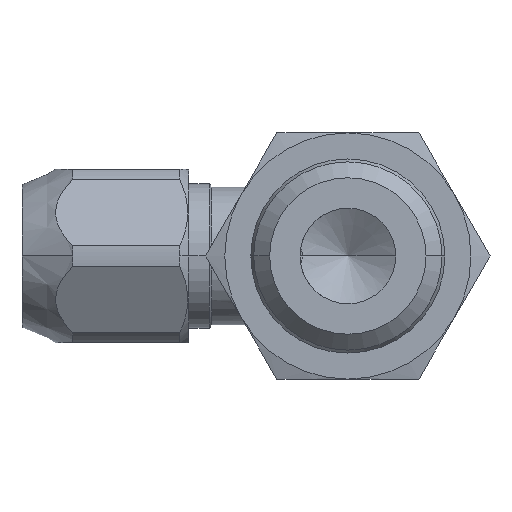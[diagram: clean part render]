
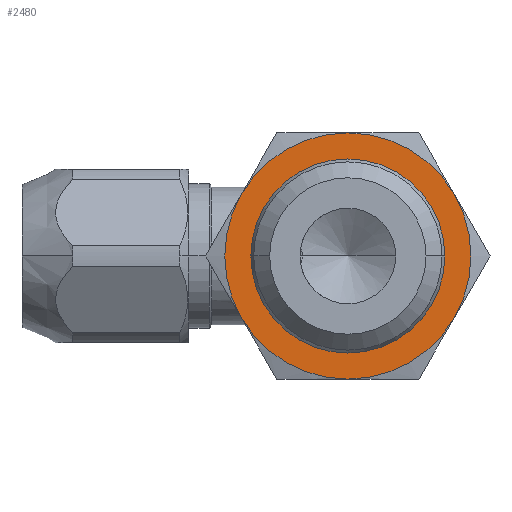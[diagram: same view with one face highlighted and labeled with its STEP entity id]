
A CAD part, front view. The second image highlights one B-rep face of the part: STEP entity #2480.
In plain terms, the highlighted planar face has unit normal (0, -1, 0).
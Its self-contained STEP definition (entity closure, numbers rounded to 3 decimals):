
#492=CARTESIAN_POINT('',(0.,-14.5,0.));
#493=DIRECTION('',(0.,-1.,0.));
#494=DIRECTION('',(0.,0.,1.));
#495=AXIS2_PLACEMENT_3D('',#492,#493,#494);
#502=CARTESIAN_POINT('',(-7.361,-14.5,4.25));
#511=CARTESIAN_POINT('',(0.,-14.5,0.));
#512=DIRECTION('',(0.,-1.,0.));
#513=DIRECTION('',(0.866,0.,0.5));
#514=AXIS2_PLACEMENT_3D('',#511,#512,#513);
#521=CARTESIAN_POINT('',(0.,-14.5,8.5));
#528=CARTESIAN_POINT('',(7.361,-14.5,4.25));
#537=CARTESIAN_POINT('',(0.,-14.5,0.));
#538=DIRECTION('',(0.,-1.,0.));
#539=DIRECTION('',(0.866,0.,-0.5));
#540=AXIS2_PLACEMENT_3D('',#537,#538,#539);
#547=CARTESIAN_POINT('',(7.361,-14.5,-4.25));
#556=CARTESIAN_POINT('',(0.,-14.5,0.));
#557=DIRECTION('',(0.,1.,0.));
#558=DIRECTION('',(0.866,0.,-0.5));
#559=AXIS2_PLACEMENT_3D('',#556,#557,#558);
#568=CARTESIAN_POINT('',(0.,-14.5,0.));
#569=DIRECTION('',(0.,1.,0.));
#570=DIRECTION('',(0.,0.,-1.));
#571=AXIS2_PLACEMENT_3D('',#568,#569,#570);
#578=CARTESIAN_POINT('',(0.,-14.5,
-8.5));
#580=CARTESIAN_POINT('',(0.,-14.5,0.));
#581=DIRECTION('',(0.,-1.,0.));
#582=DIRECTION('',(1.,0.,0.));
#583=AXIS2_PLACEMENT_3D('',#580,#581,#582);
#585=CARTESIAN_POINT('',(0.,-14.5,0.));
#586=DIRECTION('',(0.,-1.,0.));
#587=DIRECTION('',(-1.,0.,0.));
#588=AXIS2_PLACEMENT_3D('',#585,#586,#587);
#590=CARTESIAN_POINT('',(0.,-14.5,0.));
#591=DIRECTION('',(0.,-1.,0.));
#592=DIRECTION('',(-0.866,0.,0.5));
#593=AXIS2_PLACEMENT_3D('',#590,#591,#592);
#600=CARTESIAN_POINT('',(-7.361,-14.5,
-4.25));
#1751=VERTEX_POINT('',#528);
#1753=VERTEX_POINT('',#521);
#1755=VERTEX_POINT('',#502);
#1765=VERTEX_POINT('',#547);
#1766=VERTEX_POINT('',#600);
#1768=VERTEX_POINT('',#578);
#1803=CARTESIAN_POINT('',(6.7,-14.5,0.));
#1804=CARTESIAN_POINT('',(-6.7,-14.5,0.));
#1805=VERTEX_POINT('',#1803);
#1806=VERTEX_POINT('',#1804);
#2460=CARTESIAN_POINT('',(0.,-14.5,0.));
#2461=DIRECTION('',(0.,-1.,0.));
#2462=DIRECTION('',(-1.,0.,0.));
#2463=AXIS2_PLACEMENT_3D('',#2460,#2461,#2462);
#2464=PLANE('',#2463);
#2465=ORIENTED_EDGE('',*,*,#2427,.F.);
#2466=ORIENTED_EDGE('',*,*,#2441,.T.);
#2467=ORIENTED_EDGE('',*,*,#2453,.T.);
#2469=ORIENTED_EDGE('',*,*,#2468,.F.);
#2470=ORIENTED_EDGE('',*,*,#2398,.F.);
#2471=ORIENTED_EDGE('',*,*,#2412,.F.);
#2472=EDGE_LOOP('',(#2465,#2466,#2467,#2469,#2470,#2471));
#2473=FACE_OUTER_BOUND('',#2472,.F.);
#2475=ORIENTED_EDGE('',*,*,#2474,.T.);
#2477=ORIENTED_EDGE('',*,*,#2476,.T.);
#2478=EDGE_LOOP('',(#2475,#2477));
#2479=FACE_BOUND('',#2478,.F.);
#2480=ADVANCED_FACE('',(#2473,#2479),#2464,.T.);
#496=CIRCLE('',#495,8.5);
#515=CIRCLE('',#514,8.5);
#541=CIRCLE('',#540,8.5);
#560=CIRCLE('',#559,8.5);
#572=CIRCLE('',#571,8.5);
#584=CIRCLE('',#583,6.7);
#589=CIRCLE('',#588,6.7);
#594=CIRCLE('',#593,8.5);
#2398=EDGE_CURVE('',#1753,#1755,#496,.T.);
#2412=EDGE_CURVE('',#1751,#1753,#515,.T.);
#2427=EDGE_CURVE('',#1765,#1751,#541,.T.);
#2441=EDGE_CURVE('',#1765,#1768,#560,.T.);
#2453=EDGE_CURVE('',#1768,#1766,#572,.T.);
#2468=EDGE_CURVE('',#1755,#1766,#594,.T.);
#2474=EDGE_CURVE('',#1805,#1806,#584,.T.);
#2476=EDGE_CURVE('',#1806,#1805,#589,.T.);
